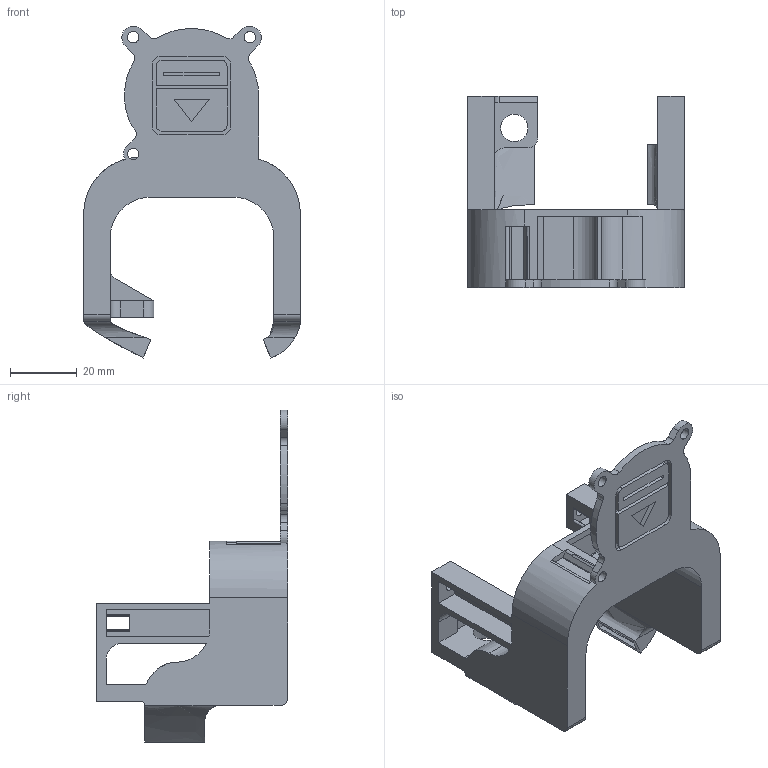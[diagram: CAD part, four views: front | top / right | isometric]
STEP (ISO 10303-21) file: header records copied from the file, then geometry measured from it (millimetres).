
FILE_DESCRIPTION(/* description */ (''),/* implementation_level */ '2;1');
FILE_NAME(/* name */ 'fan duct.step',/* time_stamp */ '2021-06-09T21:21:19+08:00',/* author */ (''),/* organization */ (''),/* preprocessor_version */ 'ST-DEVELOPER v18.1',/* originating_system */ 'Autodesk Translation Framework v10.9.0.1377',/* authorisation */ '');
FILE_SCHEMA (('AUTOMOTIVE_DESIGN { 1 0 10303 214 3 1 1 }'));
Length unit declared in the file: millimetre
Products named in the file (1): fan duct
Bounding box: 65 x 57.45 x 99.58 mm (x, y, z)
Volume: 22775.4 mm3; surface area: 28612.5 mm2
Topology: 1 solids, 1 shells, 186 faces, 548 edges, 364 vertices
Faces by surface type: plane 104, cylinder 74, bspline 8
Full cylindrical faces by diameter (mm): 3.2 x2, 3.4 x3, 8.2 x1
Entity records: 6616 total; most frequent: CARTESIAN_POINT 1514, ORIENTED_EDGE 1096, DIRECTION 1023, EDGE_CURVE 548, LINE 365, VECTOR 365, VERTEX_POINT 364, AXIS2_PLACEMENT_3D 329
